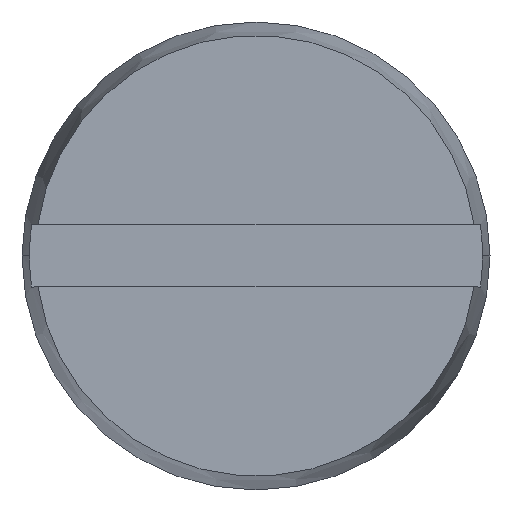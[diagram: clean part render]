
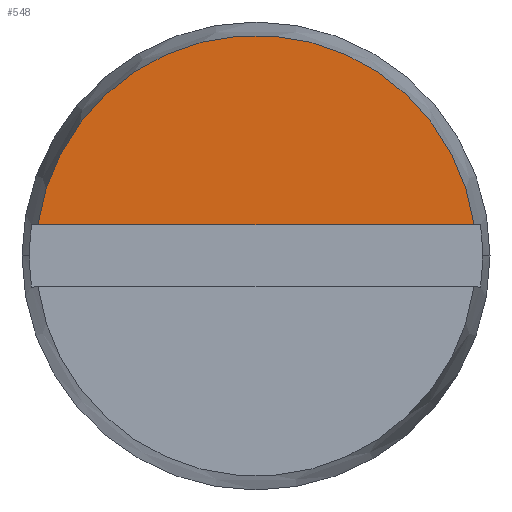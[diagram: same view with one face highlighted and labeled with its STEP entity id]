
A CAD part, top view. The second image highlights one B-rep face of the part: STEP entity #548.
In plain terms, the highlighted planar face has unit normal (0, 0, 1).
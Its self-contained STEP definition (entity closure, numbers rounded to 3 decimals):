
#420=CARTESIAN_POINT('',(-1.398,0.2,1.0));
#421=VERTEX_POINT('',#420);
#432=CARTESIAN_POINT('',(1.398,0.2,1.0));
#433=VERTEX_POINT('',#432);
#434=CARTESIAN_POINT('',(0.,0.0,1.0));
#435=DIRECTION('',(0.0,0.0,1.0));
#436=DIRECTION('',(1.0,0.0,0.0));
#437=AXIS2_PLACEMENT_3D('',#434,#435,#436);
#438=CIRCLE('',#437,1.413);
#439=EDGE_CURVE('',#433,#421,#438,.T.);
#530=CARTESIAN_POINT('',(1.398,0.2,1.0));
#531=DIRECTION('',(-1.0,0.0,0.0));
#532=VECTOR('',#531,2.797);
#533=LINE('',#530,#532);
#534=EDGE_CURVE('',#433,#421,#533,.T.);
#539=CARTESIAN_POINT('',(1.538,0.139,1.0));
#540=DIRECTION('',(0.0,0.0,-1.0));
#541=DIRECTION('',(-1.0,0.0,0.0));
#542=AXIS2_PLACEMENT_3D('',#539,#540,#541);
#543=PLANE('',#542);
#544=ORIENTED_EDGE('',*,*,#534,.F.);
#545=ORIENTED_EDGE('',*,*,#439,.T.);
#546=EDGE_LOOP('',(#544,#545));
#547=FACE_OUTER_BOUND('',#546,.T.);
#548=ADVANCED_FACE('',(#547),#543,.F.);
